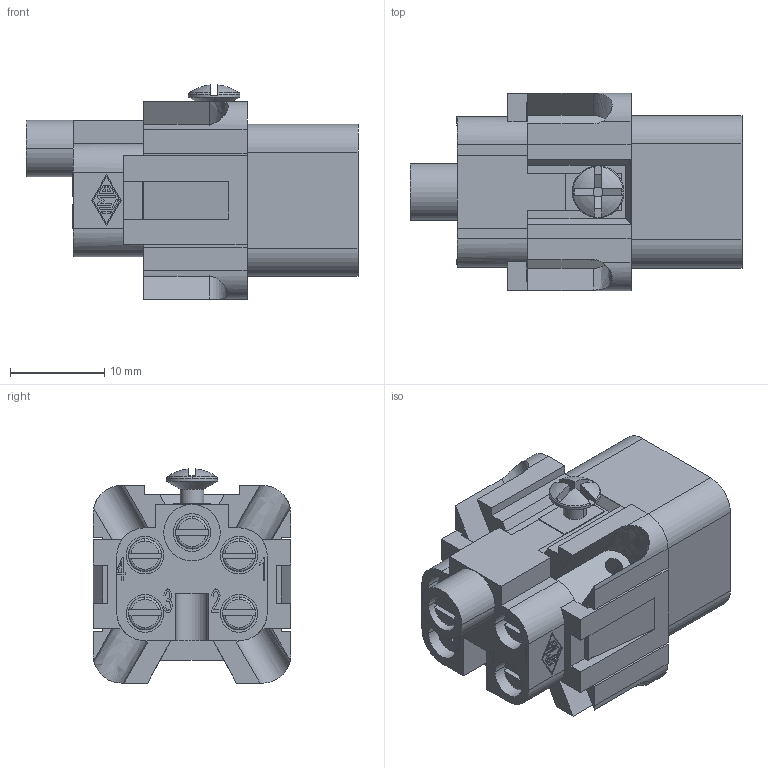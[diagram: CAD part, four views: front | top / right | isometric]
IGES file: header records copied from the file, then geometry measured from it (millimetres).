
Global section: file name: No Iges File Name specified; native system: AutoDesk Inventor R6.1; preprocessor: AutoDesk Inventor Iges Exporter R6.1; author: No Author specified; organization: No Organization specified; date: 20061207.160635; units: millimetre
Bounding box: 35.3 x 21 x 22.76 mm (x, y, z)
Volume: 7017.8 mm3; surface area: 5770.9 mm2
Topology: 21 solids, 21 shells, 580 faces, 1506 edges, 989 vertices
Faces by surface type: plane 333, bspline 92, revolution 73, cylinder 48, torus 28, sphere 4, cone 2
